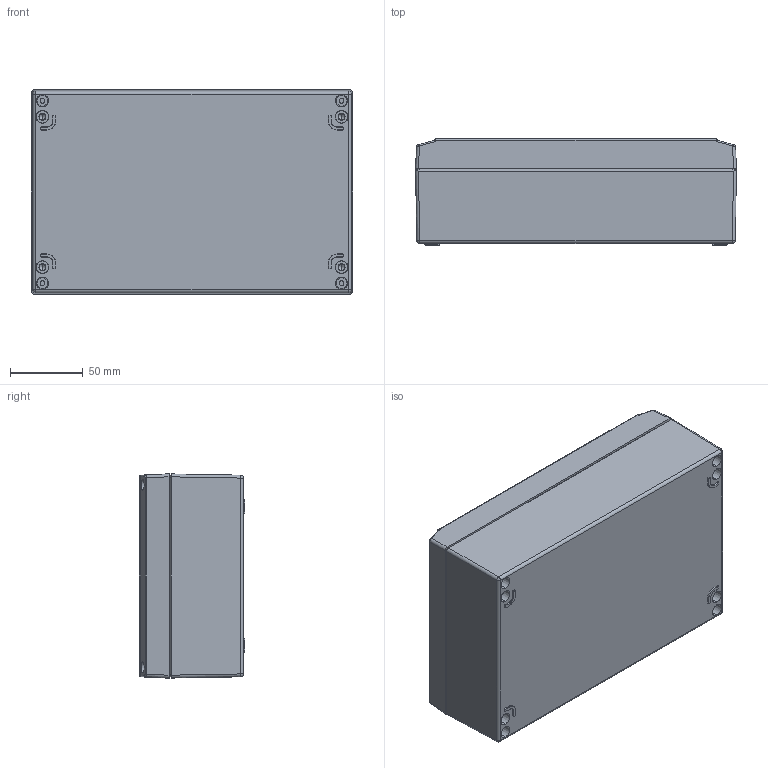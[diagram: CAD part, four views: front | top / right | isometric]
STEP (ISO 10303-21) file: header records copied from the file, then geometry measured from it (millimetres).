
FILE_DESCRIPTION (( 'STEP AP214' ), '1' );
FILE_NAME ('04142207.STEP', '2011-08-02T08:21:17', ( ' ' ), ( '' ), 'SwSTEP 2.0', 'SolidWorks 2010', '' );
FILE_SCHEMA (( 'AUTOMOTIVE_DESIGN' ));
Length unit declared in the file: millimetre
Products named in the file (5): 82003; 01168_M4 Gewinde Bearbeitung; 04142207; 93132; 02168
Assembly tree (7 placements, depth 2):
  04142207
    93132  x4
    02168
    82003
    01168_M4 Gewinde Bearbeitung
Bounding box: 220 x 72.5 x 140 mm (x, y, z)
Volume: 441019.9 mm3; surface area: 233649.5 mm2
Topology: 7 solids, 7 shells, 1121 faces, 2639 edges, 1552 vertices
Faces by surface type: plane 275, cylinder 272, bspline 240, cone 212, torus 102, sphere 20
Entity records: 36125 total; most frequent: CARTESIAN_POINT 13799, ORIENTED_EDGE 4786, DIRECTION 4391, EDGE_CURVE 2393, AXIS2_PLACEMENT_3D 1744, VERTEX_POINT 1426, EDGE_LOOP 1129, ADVANCED_FACE 1040
